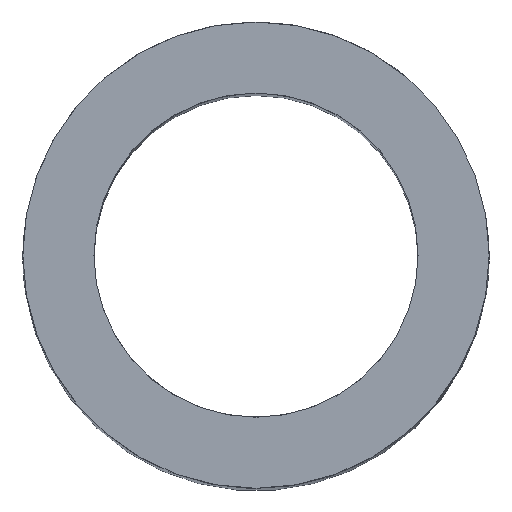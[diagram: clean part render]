
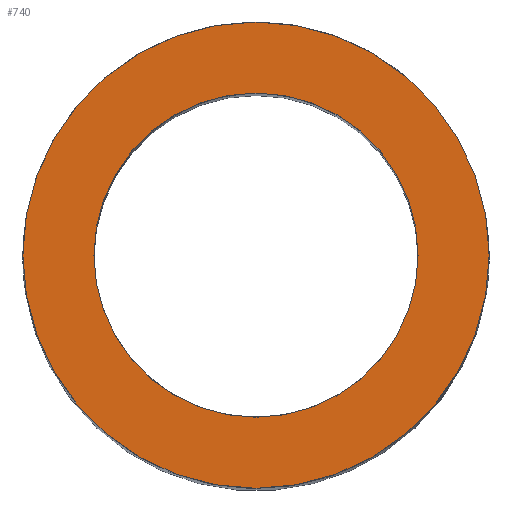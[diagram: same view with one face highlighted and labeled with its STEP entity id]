
A CAD part, top view. The second image highlights one B-rep face of the part: STEP entity #740.
In plain terms, the highlighted planar face has unit normal (0, 0, 1).
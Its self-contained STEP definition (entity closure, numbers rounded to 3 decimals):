
#6 = CIRCLE ( 'NONE', #116, 16.4 ) ;
#7 = CARTESIAN_POINT ( 'NONE',  ( -16.4, 0., 101. ) ) ;
#11 = VERTEX_POINT ( 'NONE', #20 ) ;
#20 = CARTESIAN_POINT ( 'NONE',  ( 11.4, 0., 101. ) ) ;
#86 = DIRECTION ( 'NONE',  ( 1., 0., 0. ) ) ;
#96 = CIRCLE ( 'NONE', #130, 11.4 ) ;
#106 = DIRECTION ( 'NONE',  ( 1., 0., 0. ) ) ;
#116 = AXIS2_PLACEMENT_3D ( 'NONE', #328, #508, #106 ) ;
#130 = AXIS2_PLACEMENT_3D ( 'NONE', #371, #251, #86 ) ;
#138 = DIRECTION ( 'NONE',  ( 0., 0., 1. ) ) ;
#150 = DIRECTION ( 'NONE',  ( 1., 0., 0. ) ) ;
#165 = AXIS2_PLACEMENT_3D ( 'NONE', #428, #138, #494 ) ;
#166 = DIRECTION ( 'NONE',  ( 0., 0., 1. ) ) ;
#187 = DIRECTION ( 'NONE',  ( 0., 0., 1. ) ) ;
#198 = CIRCLE ( 'NONE', #528, 16.4 ) ;
#208 = CARTESIAN_POINT ( 'NONE',  ( 16.4, 0., 101. ) ) ;
#212 = FACE_BOUND ( 'NONE', #699, .T. ) ;
#217 = EDGE_LOOP ( 'NONE', ( #743, #551 ) ) ;
#219 = DIRECTION ( 'NONE',  ( 1., 0., 0. ) ) ;
#251 = DIRECTION ( 'NONE',  ( 0., 0., 1. ) ) ;
#253 = ORIENTED_EDGE ( 'NONE', *, *, #618, .F. ) ;
#328 = CARTESIAN_POINT ( 'NONE',  ( 0., 0., 101. ) ) ;
#348 = VERTEX_POINT ( 'NONE', #461 ) ;
#371 = CARTESIAN_POINT ( 'NONE',  ( 0., 0., 101. ) ) ;
#401 = VERTEX_POINT ( 'NONE', #7 ) ;
#428 = CARTESIAN_POINT ( 'NONE',  ( 0., 0., 101. ) ) ;
#448 = PLANE ( 'NONE',  #611 ) ;
#461 = CARTESIAN_POINT ( 'NONE',  ( -11.4, 0., 101. ) ) ;
#494 = DIRECTION ( 'NONE',  ( 1., 0., 0. ) ) ;
#506 = EDGE_CURVE ( 'NONE', #692, #401, #198, .T. ) ;
#508 = DIRECTION ( 'NONE',  ( 0., 0., 1. ) ) ;
#528 = AXIS2_PLACEMENT_3D ( 'NONE', #721, #187, #150 ) ;
#534 = ORIENTED_EDGE ( 'NONE', *, *, #614, .F. ) ;
#551 = ORIENTED_EDGE ( 'NONE', *, *, #506, .T. ) ;
#591 = CIRCLE ( 'NONE', #165, 11.4 ) ;
#611 = AXIS2_PLACEMENT_3D ( 'NONE', #619, #166, #219 ) ;
#614 = EDGE_CURVE ( 'NONE', #11, #348, #591, .T. ) ;
#618 = EDGE_CURVE ( 'NONE', #348, #11, #96, .T. ) ;
#619 = CARTESIAN_POINT ( 'NONE',  ( 0., 0., 101. ) ) ;
#692 = VERTEX_POINT ( 'NONE', #208 ) ;
#699 = EDGE_LOOP ( 'NONE', ( #253, #534 ) ) ;
#721 = CARTESIAN_POINT ( 'NONE',  ( 0., 0., 101. ) ) ;
#728 = FACE_OUTER_BOUND ( 'NONE', #217, .T. ) ;
#740 = ADVANCED_FACE ( 'NONE', ( #728, #212 ), #448, .T. ) ;
#743 = ORIENTED_EDGE ( 'NONE', *, *, #746, .T. ) ;
#746 = EDGE_CURVE ( 'NONE', #401, #692, #6, .T. ) ;
